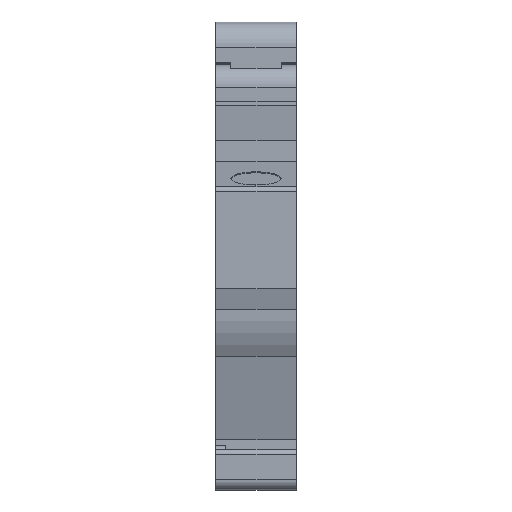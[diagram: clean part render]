
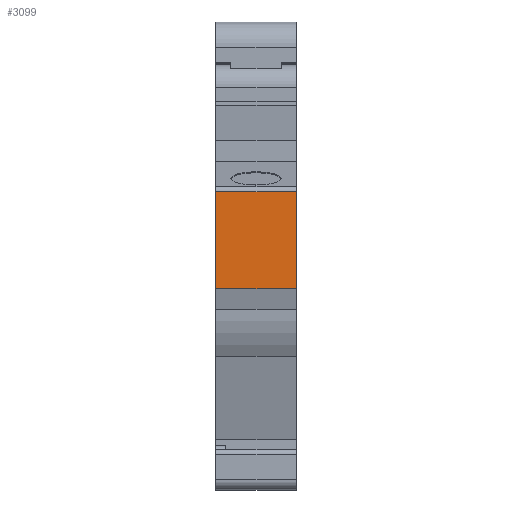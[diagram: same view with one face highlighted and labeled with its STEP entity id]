
A CAD part, left-side view. The second image highlights one B-rep face of the part: STEP entity #3099.
In plain terms, the highlighted planar face has unit normal (-1, 0, 0).
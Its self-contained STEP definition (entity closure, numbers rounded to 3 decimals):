
#681=ORIENTED_EDGE('',*,*,#1436,.T.);
#682=ORIENTED_EDGE('',*,*,#1435,.F.);
#683=ORIENTED_EDGE('',*,*,#1437,.F.);
#684=ORIENTED_EDGE('',*,*,#1438,.T.);
#1435=EDGE_CURVE('',#1784,#1783,#2117,.T.);
#1436=EDGE_CURVE('',#1785,#1783,#2118,.T.);
#1437=EDGE_CURVE('',#1786,#1784,#2119,.T.);
#1438=EDGE_CURVE('',#1786,#1785,#2120,.T.);
#1783=VERTEX_POINT('',#4985);
#1784=VERTEX_POINT('',#4987);
#1785=VERTEX_POINT('',#4991);
#1786=VERTEX_POINT('',#4993);
#2117=LINE('',#4988,#2469);
#2118=LINE('',#4990,#2470);
#2119=LINE('',#4992,#2471);
#2120=LINE('',#4994,#2472);
#2469=VECTOR('',#4066,1000.);
#2470=VECTOR('',#4069,1000.);
#2471=VECTOR('',#4070,1000.);
#2472=VECTOR('',#4071,1000.);
#2669=EDGE_LOOP('',(#681,#682,#683,#684));
#2830=FACE_BOUND('',#2669,.T.);
#2953=PLANE('',#3350);
#3099=ADVANCED_FACE('',(#2830),#2953,.F.);
#3350=AXIS2_PLACEMENT_3D('',#4989,#4067,#4068);
#4066=DIRECTION('',(0.,1.,0.));
#4067=DIRECTION('',(1.,0.,0.));
#4068=DIRECTION('',(0.,0.,-1.));
#4069=DIRECTION('',(0.,0.,-1.));
#4070=DIRECTION('',(0.,0.,-1.));
#4071=DIRECTION('',(0.,1.,0.));
#4985=CARTESIAN_POINT('',(-30.,0.,-1.117));
#4987=CARTESIAN_POINT('',(-30.,-8.,-1.117));
#4988=CARTESIAN_POINT('',(-30.,-8.,-1.117));
#4989=CARTESIAN_POINT('',(-30.,-8.,8.497));
#4990=CARTESIAN_POINT('',(-30.,0.,8.497));
#4991=CARTESIAN_POINT('',(-30.,0.,8.497));
#4992=CARTESIAN_POINT('',(-30.,-8.,8.497));
#4993=CARTESIAN_POINT('',(-30.,-8.,8.497));
#4994=CARTESIAN_POINT('',(-30.,-8.,8.497));
